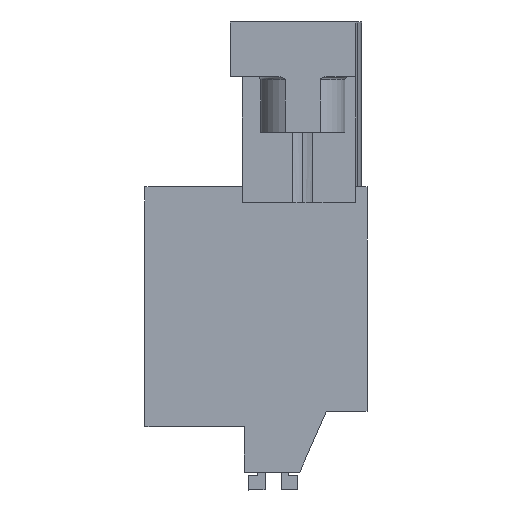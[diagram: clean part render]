
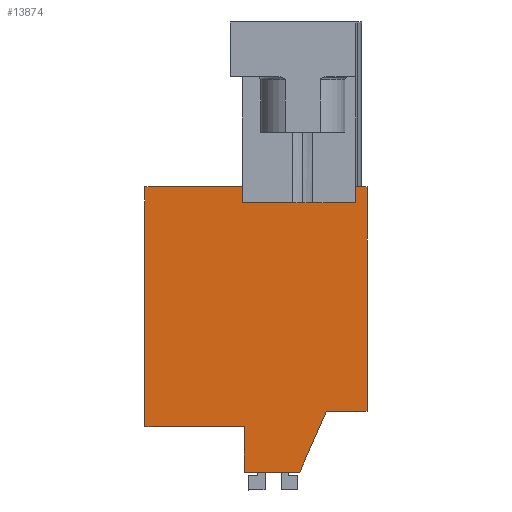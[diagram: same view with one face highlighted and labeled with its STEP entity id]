
A CAD part, left-side view. The second image highlights one B-rep face of the part: STEP entity #13874.
In plain terms, the highlighted planar face has unit normal (-1, 0, 0).
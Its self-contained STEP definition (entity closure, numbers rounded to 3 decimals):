
#13841=AXIS2_PLACEMENT_3D('Plane Axis2P3D',#13838,#13839,#13840) ;
#291=CARTESIAN_POINT('Vertex',(5.,0.,5.043)) ;
#294=CARTESIAN_POINT('Line Origine',(5.,1.3,5.043)) ;
#298=CARTESIAN_POINT('Vertex',(5.,2.6,5.043)) ;
#791=CARTESIAN_POINT('Vertex',(5.,7.85,4.043)) ;
#950=CARTESIAN_POINT('Vertex',(5.,7.85,1.143)) ;
#953=CARTESIAN_POINT('Line Origine',(5.,7.85,2.593)) ;
#1163=CARTESIAN_POINT('Vertex',(5.,0.,19.383)) ;
#1166=CARTESIAN_POINT('Line Origine',(5.,0.,12.213)) ;
#1768=CARTESIAN_POINT('Vertex',(5.,14.2,4.043)) ;
#1776=CARTESIAN_POINT('Line Origine',(5.,11.025,4.043)) ;
#3817=CARTESIAN_POINT('Vertex',(5.,7.968,19.383)) ;
#3820=CARTESIAN_POINT('Line Origine',(5.,7.968,18.883)) ;
#3824=CARTESIAN_POINT('Vertex',(5.,7.968,18.383)) ;
#3901=CARTESIAN_POINT('Vertex',(5.,14.2,19.383)) ;
#3904=CARTESIAN_POINT('Line Origine',(5.,11.084,19.383)) ;
#3926=CARTESIAN_POINT('Line Origine',(5.,14.2,11.713)) ;
#4670=CARTESIAN_POINT('Vertex',(5.,0.723,19.383)) ;
#4673=CARTESIAN_POINT('Line Origine',(5.,0.361,19.383)) ;
#13812=CARTESIAN_POINT('Line Origine',(5.,3.45,3.093)) ;
#13816=CARTESIAN_POINT('Vertex',(5.,4.3,1.143)) ;
#13838=CARTESIAN_POINT('Axis2P3D Location',(5.,6.8,19.383)) ;
#13843=CARTESIAN_POINT('Line Origine',(5.,6.075,1.143)) ;
#13848=CARTESIAN_POINT('Line Origine',(5.,0.723,18.883)) ;
#13852=CARTESIAN_POINT('Vertex',(5.,0.723,18.383)) ;
#13855=CARTESIAN_POINT('Line Origine',(5.,4.345,18.383)) ;
#295=DIRECTION('Vector Direction',(0.,-1.,0.)) ;
#954=DIRECTION('Vector Direction',(0.,0.,-1.)) ;
#1167=DIRECTION('Vector Direction',(0.,0.,1.)) ;
#1777=DIRECTION('Vector Direction',(0.,-1.,0.)) ;
#3821=DIRECTION('Vector Direction',(0.,0.,-1.)) ;
#3905=DIRECTION('Vector Direction',(0.,1.,0.)) ;
#3927=DIRECTION('Vector Direction',(0.,0.,-1.)) ;
#4674=DIRECTION('Vector Direction',(0.,1.,0.)) ;
#13813=DIRECTION('Vector Direction',(0.,-0.4,0.917)) ;
#13839=DIRECTION('Axis2P3D Direction',(-1.,0.,0.)) ;
#13840=DIRECTION('Axis2P3D XDirection',(0.,1.,0.)) ;
#13844=DIRECTION('Vector Direction',(0.,-1.,0.)) ;
#13849=DIRECTION('Vector Direction',(0.,0.,-1.)) ;
#13856=DIRECTION('Vector Direction',(0.,-1.,0.)) ;
#296=VECTOR('Line Direction',#295,1.) ;
#955=VECTOR('Line Direction',#954,1.) ;
#1168=VECTOR('Line Direction',#1167,1.) ;
#1778=VECTOR('Line Direction',#1777,1.) ;
#3822=VECTOR('Line Direction',#3821,1.) ;
#3906=VECTOR('Line Direction',#3905,1.) ;
#3928=VECTOR('Line Direction',#3927,1.) ;
#4675=VECTOR('Line Direction',#4674,1.) ;
#13814=VECTOR('Line Direction',#13813,1.) ;
#13845=VECTOR('Line Direction',#13844,1.) ;
#13850=VECTOR('Line Direction',#13849,1.) ;
#13857=VECTOR('Line Direction',#13856,1.) ;
#13861=ORIENTED_EDGE('',*,*,#3908,.T.) ;
#13862=ORIENTED_EDGE('',*,*,#3930,.T.) ;
#13863=ORIENTED_EDGE('',*,*,#1780,.T.) ;
#13864=ORIENTED_EDGE('',*,*,#957,.T.) ;
#13865=ORIENTED_EDGE('',*,*,#13847,.T.) ;
#13866=ORIENTED_EDGE('',*,*,#13818,.T.) ;
#13867=ORIENTED_EDGE('',*,*,#300,.T.) ;
#13868=ORIENTED_EDGE('',*,*,#1170,.T.) ;
#13869=ORIENTED_EDGE('',*,*,#4677,.T.) ;
#13870=ORIENTED_EDGE('',*,*,#13854,.T.) ;
#13871=ORIENTED_EDGE('',*,*,#13859,.F.) ;
#13872=ORIENTED_EDGE('',*,*,#3826,.T.) ;
#13874=ADVANCED_FACE('HOUSING',(#13873),#13842,.T.) ;
#300=EDGE_CURVE('',#299,#292,#297,.T.) ;
#957=EDGE_CURVE('',#792,#951,#956,.T.) ;
#1170=EDGE_CURVE('',#292,#1164,#1169,.T.) ;
#1780=EDGE_CURVE('',#1769,#792,#1779,.T.) ;
#3826=EDGE_CURVE('',#3825,#3818,#3823,.F.) ;
#3908=EDGE_CURVE('',#3818,#3902,#3907,.T.) ;
#3930=EDGE_CURVE('',#3902,#1769,#3929,.T.) ;
#4677=EDGE_CURVE('',#1164,#4671,#4676,.T.) ;
#13818=EDGE_CURVE('',#13817,#299,#13815,.T.) ;
#13847=EDGE_CURVE('',#951,#13817,#13846,.T.) ;
#13854=EDGE_CURVE('',#4671,#13853,#13851,.T.) ;
#13859=EDGE_CURVE('',#3825,#13853,#13858,.T.) ;
#13860=EDGE_LOOP('',(#13861,#13862,#13863,#13864,#13865,#13866,#13867,#13868,#13869,#13870,#13871,#13872)) ;
#13873=FACE_OUTER_BOUND('',#13860,.T.) ;
#297=LINE('Line',#294,#296) ;
#956=LINE('Line',#953,#955) ;
#1169=LINE('Line',#1166,#1168) ;
#1779=LINE('Line',#1776,#1778) ;
#3823=LINE('Line',#3820,#3822) ;
#3907=LINE('Line',#3904,#3906) ;
#3929=LINE('Line',#3926,#3928) ;
#4676=LINE('Line',#4673,#4675) ;
#13815=LINE('Line',#13812,#13814) ;
#13846=LINE('Line',#13843,#13845) ;
#13851=LINE('Line',#13848,#13850) ;
#13858=LINE('Line',#13855,#13857) ;
#13842=PLANE('',#13841) ;
#292=VERTEX_POINT('',#291) ;
#299=VERTEX_POINT('',#298) ;
#792=VERTEX_POINT('',#791) ;
#951=VERTEX_POINT('',#950) ;
#1164=VERTEX_POINT('',#1163) ;
#1769=VERTEX_POINT('',#1768) ;
#3818=VERTEX_POINT('',#3817) ;
#3825=VERTEX_POINT('',#3824) ;
#3902=VERTEX_POINT('',#3901) ;
#4671=VERTEX_POINT('',#4670) ;
#13817=VERTEX_POINT('',#13816) ;
#13853=VERTEX_POINT('',#13852) ;
